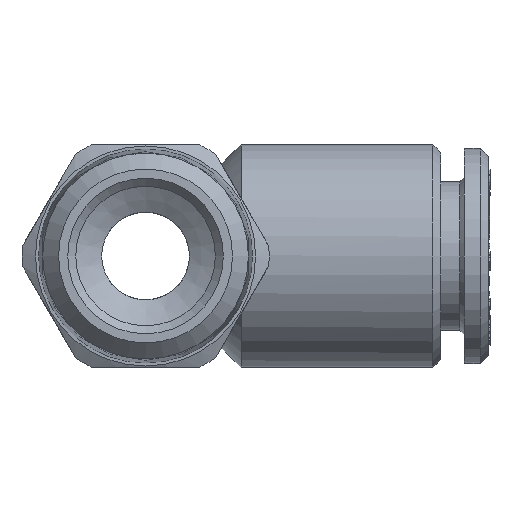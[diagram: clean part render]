
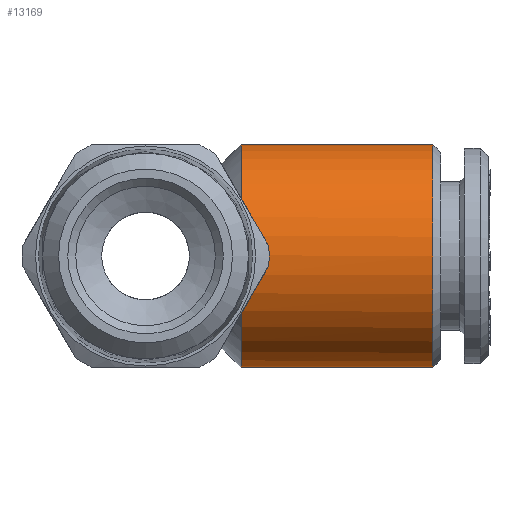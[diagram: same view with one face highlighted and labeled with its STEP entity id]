
A CAD part, front view. The second image highlights one B-rep face of the part: STEP entity #13169.
In plain terms, the highlighted cylindrical face has radius 7 mm (diameter 14 mm), a full revolution.
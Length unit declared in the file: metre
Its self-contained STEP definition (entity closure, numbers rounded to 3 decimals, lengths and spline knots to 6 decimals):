
#45=(
BOUNDED_CURVE()
B_SPLINE_CURVE(3,(#40620,#40621,#40622,#40623),.UNSPECIFIED.,.F.,.F.)
B_SPLINE_CURVE_WITH_KNOTS((4,4),(2.600493,3.682692),
 .UNSPECIFIED.)
CURVE()
GEOMETRIC_REPRESENTATION_ITEM()
RATIONAL_B_SPLINE_CURVE((1.,0.905,0.905,1.))
REPRESENTATION_ITEM('')
);
#3466=CIRCLE('',#18244,0.007);
#3467=CIRCLE('',#18245,0.007);
#5392=ORIENTED_EDGE('',*,*,#7356,.T.);
#5393=ORIENTED_EDGE('',*,*,#7357,.F.);
#5394=ORIENTED_EDGE('',*,*,#7358,.T.);
#7356=EDGE_CURVE('',#9320,#9320,#3466,.T.);
#7357=EDGE_CURVE('',#9321,#9322,#3467,.T.);
#7358=EDGE_CURVE('',#9321,#9322,#45,.T.);
#9320=VERTEX_POINT('',#40616);
#9321=VERTEX_POINT('',#40618);
#9322=VERTEX_POINT('',#40619);
#12252=EDGE_LOOP('',(#5392));
#12253=EDGE_LOOP('',(#5393,#5394));
#12727=FACE_BOUND('',#12252,.T.);
#12728=FACE_BOUND('',#12253,.T.);
#12786=CYLINDRICAL_SURFACE('',#18243,0.007);
#13169=ADVANCED_FACE('',(#12727,#12728),#12786,.T.);
#18243=AXIS2_PLACEMENT_3D('',#40614,#20942,#20943);
#18244=AXIS2_PLACEMENT_3D('',#40615,#20944,#20945);
#18245=AXIS2_PLACEMENT_3D('',#40617,#20946,#20947);
#20942=DIRECTION('',(1.,0.,0.));
#20943=DIRECTION('',(0.,0.,1.));
#20944=DIRECTION('',(-1.,0.,0.));
#20945=DIRECTION('',(0.,0.,1.));
#20946=DIRECTION('',(-1.,0.,0.));
#20947=DIRECTION('',(0.,0.,1.));
#40614=CARTESIAN_POINT('',(-0.00345,0.,0.));
#40615=CARTESIAN_POINT('',(0.018,0.,0.));
#40616=CARTESIAN_POINT('',(0.018,0.,0.007));
#40617=CARTESIAN_POINT('',(0.006,0.,0.));
#40618=CARTESIAN_POINT('',(0.006,0.006,-0.003606));
#40619=CARTESIAN_POINT('',(0.006,0.006,0.003606));
#40620=CARTESIAN_POINT('',(0.006,0.006,-0.003606));
#40621=CARTESIAN_POINT('',(0.007368,0.007368,-0.001328));
#40622=CARTESIAN_POINT('',(0.007368,0.007368,0.001328));
#40623=CARTESIAN_POINT('',(0.006,0.006,0.003606));
